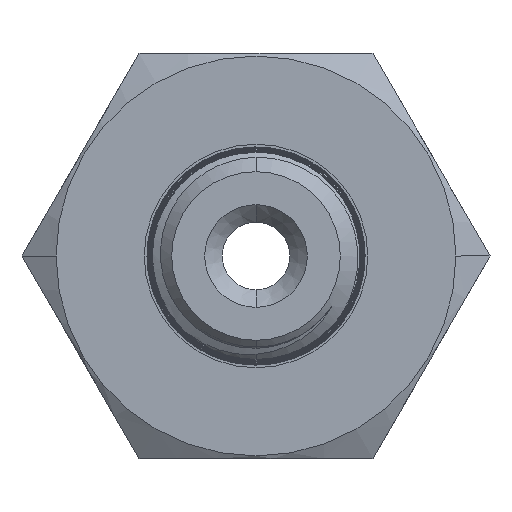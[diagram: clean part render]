
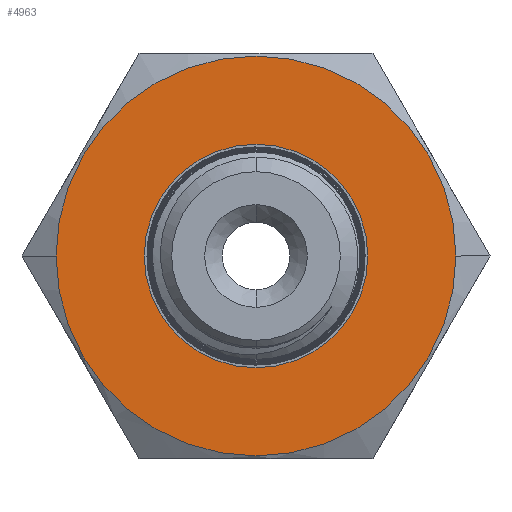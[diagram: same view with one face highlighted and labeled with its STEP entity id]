
A CAD part, left-side view. The second image highlights one B-rep face of the part: STEP entity #4963.
In plain terms, the highlighted planar face has unit normal (-1, 0, 0).
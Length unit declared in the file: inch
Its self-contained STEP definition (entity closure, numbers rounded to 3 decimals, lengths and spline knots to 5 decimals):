
#750 = ORIENTED_EDGE ( 'NONE', *, *, #14569, .F. ) ;
#1448 = DIRECTION ( 'NONE',  ( 1., 0., 0. ) ) ;
#1589 = CARTESIAN_POINT ( 'NONE',  ( -0.6325, 0., 0. ) ) ;
#2500 = CARTESIAN_POINT ( 'NONE',  ( -0.6325, 0.20675, 0. ) ) ;
#2722 = EDGE_LOOP ( 'NONE', ( #7549, #750 ) ) ;
#3055 = DIRECTION ( 'NONE',  ( 1., 0., 0. ) ) ;
#3187 = CIRCLE ( 'NONE', #3590, 0.37 ) ;
#3590 = AXIS2_PLACEMENT_3D ( 'NONE', #13773, #9235, #7029 ) ;
#4009 = CIRCLE ( 'NONE', #10139, 0.37 ) ;
#4044 = DIRECTION ( 'NONE',  ( 0., 1., 0. ) ) ;
#4765 = CARTESIAN_POINT ( 'NONE',  ( -0.6325, -0.20675, 0. ) ) ;
#4842 = CARTESIAN_POINT ( 'NONE',  ( -0.6325, 0., 0. ) ) ;
#4884 = VERTEX_POINT ( 'NONE', #4765 ) ;
#4963 = ADVANCED_FACE ( 'NONE', ( #13091, #11686 ), #13819, .T. ) ;
#5330 = VERTEX_POINT ( 'NONE', #10881 ) ;
#6004 = AXIS2_PLACEMENT_3D ( 'NONE', #4842, #1448, #13758 ) ;
#6278 = AXIS2_PLACEMENT_3D ( 'NONE', #9220, #8094, #8047 ) ;
#6507 = CARTESIAN_POINT ( 'NONE',  ( -0.6325, 0.37, 0. ) ) ;
#7029 = DIRECTION ( 'NONE',  ( 0., 1., 0. ) ) ;
#7093 = EDGE_CURVE ( 'NONE', #9422, #9802, #3187, .T. ) ;
#7549 = ORIENTED_EDGE ( 'NONE', *, *, #7093, .F. ) ;
#8047 = DIRECTION ( 'NONE',  ( 0., 1., 0. ) ) ;
#8094 = DIRECTION ( 'NONE',  ( 1., 0., 0. ) ) ;
#9036 = EDGE_LOOP ( 'NONE', ( #12081, #12094 ) ) ;
#9159 = AXIS2_PLACEMENT_3D ( 'NONE', #2500, #11534, #9342 ) ;
#9164 = CARTESIAN_POINT ( 'NONE',  ( -0.6325, -0.37, 0. ) ) ;
#9220 = CARTESIAN_POINT ( 'NONE',  ( -0.6325, 0., 0. ) ) ;
#9235 = DIRECTION ( 'NONE',  ( 1., 0., 0. ) ) ;
#9342 = DIRECTION ( 'NONE',  ( 0., -1., 0. ) ) ;
#9422 = VERTEX_POINT ( 'NONE', #6507 ) ;
#9802 = VERTEX_POINT ( 'NONE', #9164 ) ;
#10139 = AXIS2_PLACEMENT_3D ( 'NONE', #1589, #3055, #4044 ) ;
#10881 = CARTESIAN_POINT ( 'NONE',  ( -0.6325, 0.20675, 0. ) ) ;
#11437 = CIRCLE ( 'NONE', #6004, 0.20675 ) ;
#11534 = DIRECTION ( 'NONE',  ( -1., 0., 0. ) ) ;
#11686 = FACE_OUTER_BOUND ( 'NONE', #2722, .T. ) ;
#12081 = ORIENTED_EDGE ( 'NONE', *, *, #14116, .T. ) ;
#12094 = ORIENTED_EDGE ( 'NONE', *, *, #14222, .T. ) ;
#13016 = CIRCLE ( 'NONE', #6278, 0.20675 ) ;
#13091 = FACE_BOUND ( 'NONE', #9036, .T. ) ;
#13758 = DIRECTION ( 'NONE',  ( 0., 1., 0. ) ) ;
#13773 = CARTESIAN_POINT ( 'NONE',  ( -0.6325, 0., 0. ) ) ;
#13819 = PLANE ( 'NONE',  #9159 ) ;
#14116 = EDGE_CURVE ( 'NONE', #5330, #4884, #11437, .T. ) ;
#14222 = EDGE_CURVE ( 'NONE', #4884, #5330, #13016, .T. ) ;
#14569 = EDGE_CURVE ( 'NONE', #9802, #9422, #4009, .T. ) ;
